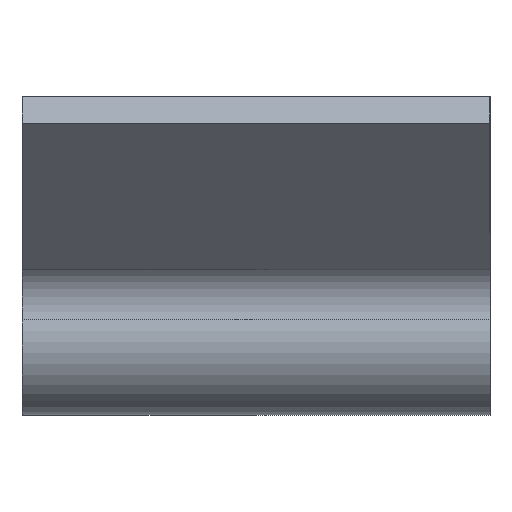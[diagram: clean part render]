
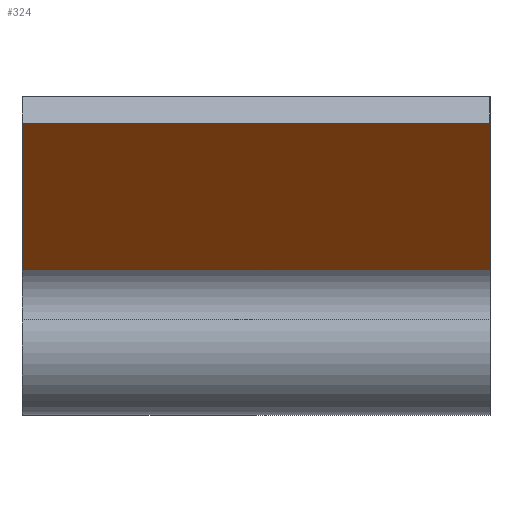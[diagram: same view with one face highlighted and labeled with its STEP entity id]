
A CAD part, left-side view. The second image highlights one B-rep face of the part: STEP entity #324.
In plain terms, the highlighted planar face has unit normal (-0.707, 0, -0.707).
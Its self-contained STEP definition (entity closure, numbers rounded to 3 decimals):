
#8 = ORIENTED_EDGE ( 'NONE', *, *, #636, .T. ) ;
#14 = VECTOR ( 'NONE', #126, 1000. ) ;
#27 = VERTEX_POINT ( 'NONE', #326 ) ;
#55 = CARTESIAN_POINT ( 'NONE',  ( -1.625, 20.991, 0.109 ) ) ;
#93 = PLANE ( 'NONE',  #267 ) ;
#126 = DIRECTION ( 'NONE',  ( 0., -1., 0. ) ) ;
#154 = DIRECTION ( 'NONE',  ( -0.707, 0., 0.707 ) ) ;
#174 = LINE ( 'NONE', #438, #486 ) ;
#195 = VECTOR ( 'NONE', #667, 1000. ) ;
#208 = EDGE_LOOP ( 'NONE', ( #614, #8, #383, #231 ) ) ;
#231 = ORIENTED_EDGE ( 'NONE', *, *, #780, .F. ) ;
#267 = AXIS2_PLACEMENT_3D ( 'NONE', #412, #523, #154 ) ;
#269 = FACE_OUTER_BOUND ( 'NONE', #208, .T. ) ;
#309 = CARTESIAN_POINT ( 'NONE',  ( -4.758, 0., 3.242 ) ) ;
#324 = ADVANCED_FACE ( 'NONE', ( #269 ), #93, .T. ) ;
#326 = CARTESIAN_POINT ( 'NONE',  ( -1.625, 10., 0.109 ) ) ;
#337 = CARTESIAN_POINT ( 'NONE',  ( -0.758, 0., -0.758 ) ) ;
#383 = ORIENTED_EDGE ( 'NONE', *, *, #596, .T. ) ;
#396 = LINE ( 'NONE', #55, #14 ) ;
#404 = DIRECTION ( 'NONE',  ( 0.707, 0., -0.707 ) ) ;
#412 = CARTESIAN_POINT ( 'NONE',  ( -0.758, 20.991, -0.758 ) ) ;
#438 = CARTESIAN_POINT ( 'NONE',  ( -0.758, 10., -0.758 ) ) ;
#448 = DIRECTION ( 'NONE',  ( 0.707, 0., -0.707 ) ) ;
#486 = VECTOR ( 'NONE', #448, 1000. ) ;
#515 = VERTEX_POINT ( 'NONE', #760 ) ;
#523 = DIRECTION ( 'NONE',  ( -0.707, 0., -0.707 ) ) ;
#544 = LINE ( 'NONE', #800, #195 ) ;
#565 = LINE ( 'NONE', #337, #609 ) ;
#596 = EDGE_CURVE ( 'NONE', #27, #836, #396, .T. ) ;
#609 = VECTOR ( 'NONE', #404, 1000. ) ;
#614 = ORIENTED_EDGE ( 'NONE', *, *, #782, .F. ) ;
#621 = VERTEX_POINT ( 'NONE', #309 ) ;
#636 = EDGE_CURVE ( 'NONE', #515, #27, #174, .T. ) ;
#653 = CARTESIAN_POINT ( 'NONE',  ( -1.625, 0., 0.109 ) ) ;
#667 = DIRECTION ( 'NONE',  ( 0., -1., 0. ) ) ;
#760 = CARTESIAN_POINT ( 'NONE',  ( -4.758, 10., 3.242 ) ) ;
#780 = EDGE_CURVE ( 'NONE', #621, #836, #565, .T. ) ;
#782 = EDGE_CURVE ( 'NONE', #515, #621, #544, .T. ) ;
#800 = CARTESIAN_POINT ( 'NONE',  ( -4.758, 20.991, 3.242 ) ) ;
#836 = VERTEX_POINT ( 'NONE', #653 ) ;
